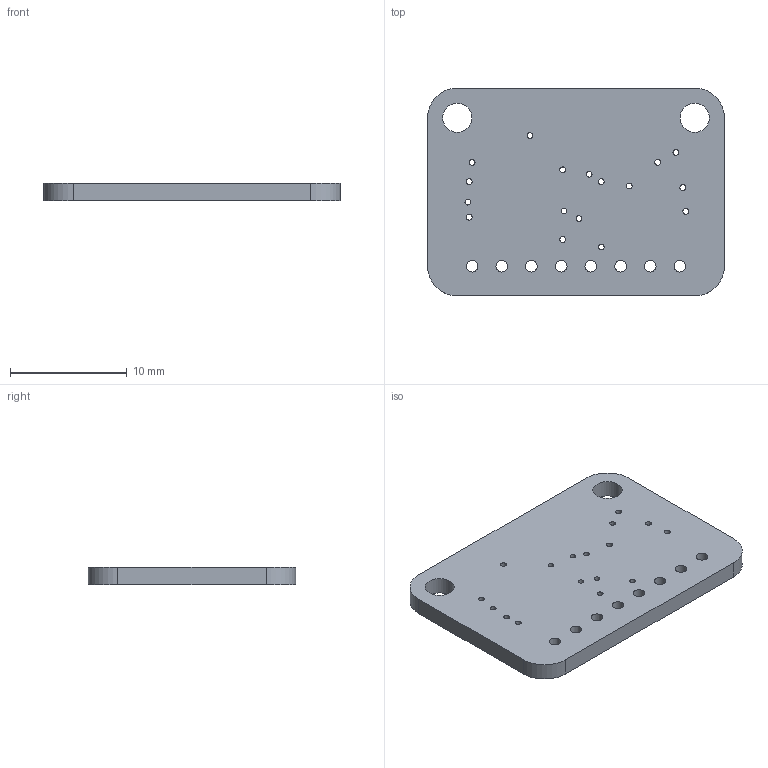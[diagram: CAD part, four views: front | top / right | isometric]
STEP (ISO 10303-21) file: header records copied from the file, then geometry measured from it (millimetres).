
FILE_DESCRIPTION(('FreeCAD Model'),'2;1');
FILE_NAME('Open CASCADE Shape Model','2023-01-30T09:44:11',('Author'),( ''),'Open CASCADE STEP processor 7.6','FreeCAD','Unknown');
FILE_SCHEMA(('AUTOMOTIVE_DESIGN { 1 0 10303 214 1 1 1 1 }'));
Length unit declared in the file: millimetre
Products named in the file (4): Adafruit BMP388 QT_PCB; PCB; Board; Open CASCADE STEP translator 7.6 1.1.1.1
Assembly tree (3 placements, depth 4):
  Adafruit BMP388 QT_PCB
    PCB
      Board
        Open CASCADE STEP translator 7.6 1.1.1.1
Bounding box: 25.4 x 17.78 x 1.5 mm (x, y, z)
Volume: 640 mm3; surface area: 1077.4 mm2
Topology: 1 solids, 1 shells, 37 faces, 105 edges, 70 vertices
Faces by surface type: cylinder 31, plane 6
Full cylindrical faces by diameter (mm): 0.485 x5, 0.502 x12, 1.002 x8, 2.502 x2
Entity records: 2790 total; most frequent: DIRECTION 459, CARTESIAN_POINT 426, ORIENTED_EDGE 210, PCURVE 210, DEFINITIONAL_REPRESENTATION 210, LINE 191, VECTOR 191, CIRCLE 124
